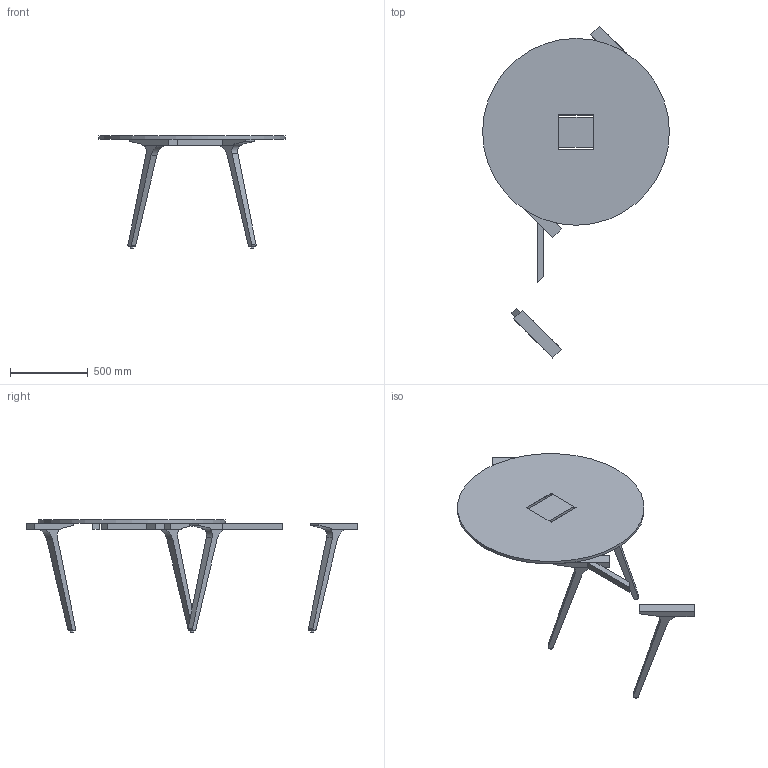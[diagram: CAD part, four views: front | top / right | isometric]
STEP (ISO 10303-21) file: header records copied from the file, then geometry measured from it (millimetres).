
FILE_DESCRIPTION(/* description */ (''),/* implementation_level */ '2;1');
FILE_NAME(/* name */ 'B-4-1meeting_table.stp',/* time_stamp */ '2015-03-10T21:21:33+09:00',/* author */ ('common-PC1'),/* organization */ (''),/* preprocessor_version */ 'ST-DEVELOPER v15.5',/* originating_system */ 'AutoCAD Mechanical',/* authorisation */ '');
FILE_SCHEMA (('AUTOMOTIVE_DESIGN { 1 0 10303 214 3 1 1 }'));
Length unit declared in the file: millimetre
Products named in the file (6): lemna_surface_ro_rm_121207_cn1; CN_sq_pw; lemna_leg_ro_07; lemna_leg_ro_121207_end; lemna_leg_ro_121207; Product
Bounding box: 1200 x 2132.98 x 720 mm (x, y, z)
Volume: 33996607.1 mm3; surface area: 3428265.8 mm2
Topology: 14 solids, 14 shells, 129 faces, 303 edges, 202 vertices
Faces by surface type: plane 108, cylinder 21
Full cylindrical faces by diameter (mm): 20 x4, 1200 x1
Entity records: 1827 total; most frequent: DIRECTION 302, CARTESIAN_POINT 301, ORIENTED_EDGE 272, EDGE_CURVE 136, LINE 116, VECTOR 116, AXIS2_PLACEMENT_3D 93, VERTEX_POINT 92
